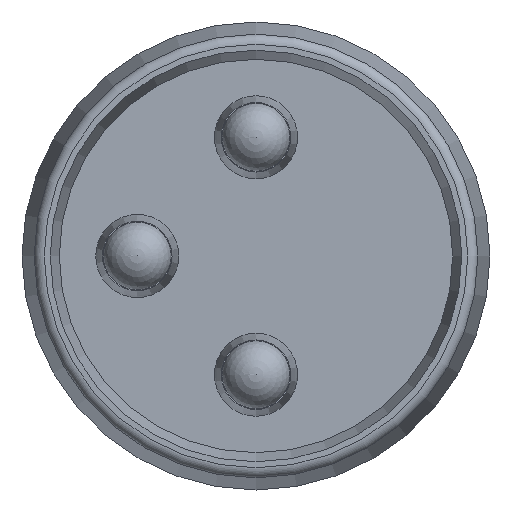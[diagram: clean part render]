
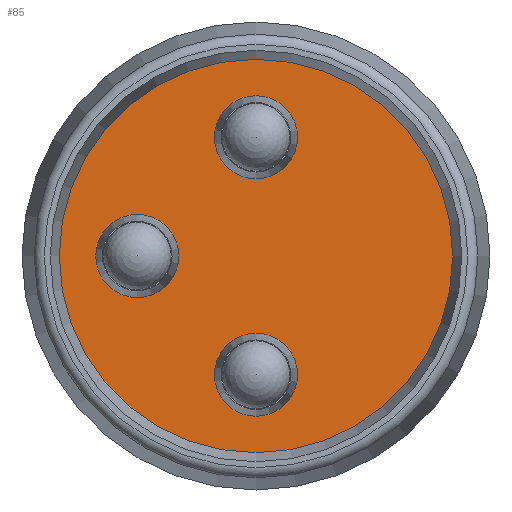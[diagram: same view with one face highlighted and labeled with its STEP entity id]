
A CAD part, front view. The second image highlights one B-rep face of the part: STEP entity #85.
In plain terms, the highlighted planar face has unit normal (0, -1, 0).
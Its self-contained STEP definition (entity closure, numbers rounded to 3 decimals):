
#55=PLANE('',#736);
#85=ADVANCED_FACE('',(#186,#187,#188,#189),#55,.T.);
#186=FACE_BOUND('',#297,.T.);
#187=FACE_BOUND('',#298,.T.);
#188=FACE_BOUND('',#299,.T.);
#189=FACE_BOUND('',#300,.T.);
#297=EDGE_LOOP('',(#420));
#298=EDGE_LOOP('',(#421));
#299=EDGE_LOOP('',(#422));
#300=EDGE_LOOP('',(#423));
#420=ORIENTED_EDGE('',*,*,#620,.T.);
#421=ORIENTED_EDGE('',*,*,#619,.T.);
#422=ORIENTED_EDGE('',*,*,#618,.T.);
#423=ORIENTED_EDGE('',*,*,#621,.F.);
#546=VERTEX_POINT('',#1120);
#547=VERTEX_POINT('',#1123);
#548=VERTEX_POINT('',#1126);
#549=VERTEX_POINT('',#1129);
#618=EDGE_CURVE('',#546,#546,#671,.T.);
#619=EDGE_CURVE('',#547,#547,#672,.T.);
#620=EDGE_CURVE('',#548,#548,#673,.T.);
#621=EDGE_CURVE('',#549,#549,#674,.T.);
#671=CIRCLE('',#729,0.613);
#672=CIRCLE('',#731,0.613);
#673=CIRCLE('',#733,0.613);
#674=CIRCLE('',#735,2.9);
#729=AXIS2_PLACEMENT_3D('',#1119,#850,#851);
#731=AXIS2_PLACEMENT_3D('',#1122,#854,#855);
#733=AXIS2_PLACEMENT_3D('',#1125,#858,#859);
#735=AXIS2_PLACEMENT_3D('',#1128,#862,#863);
#736=AXIS2_PLACEMENT_3D('',#1130,#864,#865);
#850=DIRECTION('',(0.,1.,0.));
#851=DIRECTION('',(0.,0.,-1.));
#854=DIRECTION('',(0.,1.,0.));
#855=DIRECTION('',(0.,0.,-1.));
#858=DIRECTION('',(0.,1.,0.));
#859=DIRECTION('',(0.,0.,-1.));
#862=DIRECTION('',(0.,1.,0.));
#863=DIRECTION('',(-1.,0.,0.));
#864=DIRECTION('',(0.,-1.,0.));
#865=DIRECTION('',(0.,0.,1.));
#1119=CARTESIAN_POINT('',(50.,45.1,1.75));
#1120=CARTESIAN_POINT('',(50.,45.1,1.137));
#1122=CARTESIAN_POINT('',(48.25,45.1,0.));
#1123=CARTESIAN_POINT('',(48.25,45.1,-0.613));
#1125=CARTESIAN_POINT('',(50.,45.1,-1.75));
#1126=CARTESIAN_POINT('',(50.,45.1,-2.363));
#1128=CARTESIAN_POINT('',(50.,45.1,0.));
#1129=CARTESIAN_POINT('',(47.1,45.1,0.));
#1130=CARTESIAN_POINT('',(50.,45.1,0.));
